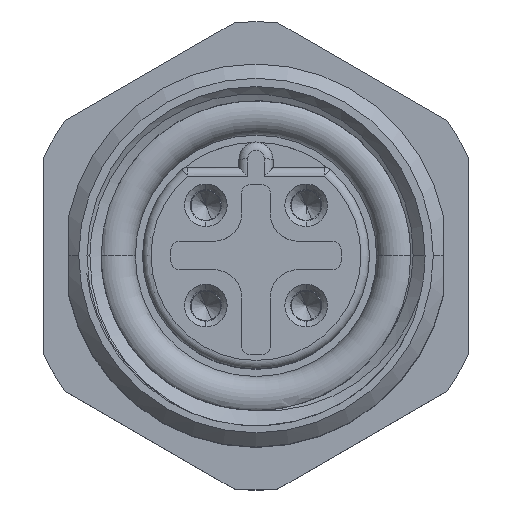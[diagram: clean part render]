
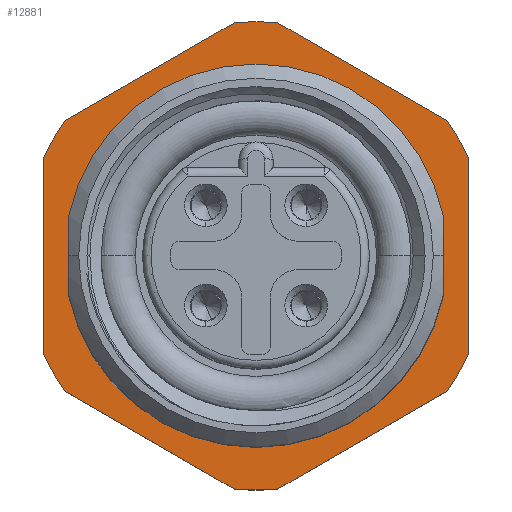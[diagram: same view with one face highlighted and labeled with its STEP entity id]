
A CAD part, top view. The second image highlights one B-rep face of the part: STEP entity #12881.
In plain terms, the highlighted planar face has unit normal (0, 0, 1).
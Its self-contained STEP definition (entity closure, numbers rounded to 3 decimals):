
#177 = CIRCLE ( 'NONE', #640, 8.25 ) ;
#640 = AXIS2_PLACEMENT_3D ( 'NONE', #13178, #4176, #6567 ) ;
#711 = LINE ( 'NONE', #7775, #4923 ) ;
#812 = CIRCLE ( 'NONE', #14377, 8.25 ) ;
#875 = AXIS2_PLACEMENT_3D ( 'NONE', #3239, #9905, #13117 ) ;
#876 = CARTESIAN_POINT ( 'NONE',  ( -7.5, 3.437, -9.9 ) ) ;
#1177 = VERTEX_POINT ( 'NONE', #8213 ) ;
#1233 = CIRCLE ( 'NONE', #5993, 8.25 ) ;
#1286 = VERTEX_POINT ( 'NONE', #2315 ) ;
#1322 = CIRCLE ( 'NONE', #6806, 6.75 ) ;
#1659 = EDGE_CURVE ( 'NONE', #14687, #7034, #10806, .T. ) ;
#1665 = VERTEX_POINT ( 'NONE', #10878 ) ;
#1692 = CIRCLE ( 'NONE', #5732, 8.25 ) ;
#2254 = VERTEX_POINT ( 'NONE', #7757 ) ;
#2285 = DIRECTION ( 'NONE',  ( -0.866, -0.5, 0. ) ) ;
#2309 = EDGE_LOOP ( 'NONE', ( #2454, #3640, #2665, #11894 ) ) ;
#2315 = CARTESIAN_POINT ( 'NONE',  ( 6.6, -1.415, -9.9 ) ) ;
#2454 = ORIENTED_EDGE ( 'NONE', *, *, #6423, .T. ) ;
#2484 = ORIENTED_EDGE ( 'NONE', *, *, #6551, .F. ) ;
#2502 = DIRECTION ( 'NONE',  ( 0., 0., 1. ) ) ;
#2553 = DIRECTION ( 'NONE',  ( 0., 1., 0. ) ) ;
#2665 = ORIENTED_EDGE ( 'NONE', *, *, #5153, .T. ) ;
#2719 = ORIENTED_EDGE ( 'NONE', *, *, #8093, .F. ) ;
#2758 = ORIENTED_EDGE ( 'NONE', *, *, #10987, .T. ) ;
#2815 = ORIENTED_EDGE ( 'NONE', *, *, #6107, .F. ) ;
#2855 = DIRECTION ( 'NONE',  ( 0., -1., 0. ) ) ;
#2870 = VERTEX_POINT ( 'NONE', #4862 ) ;
#2920 = VERTEX_POINT ( 'NONE', #10761 ) ;
#2929 = FACE_BOUND ( 'NONE', #2309, .T. ) ;
#2981 = DIRECTION ( 'NONE',  ( 1., 0., 0. ) ) ;
#3010 = FACE_OUTER_BOUND ( 'NONE', #4292, .T. ) ;
#3239 = CARTESIAN_POINT ( 'NONE',  ( 0., 8.25, -9.9 ) ) ;
#3342 = DIRECTION ( 'NONE',  ( 0., 0., 1. ) ) ;
#3415 = DIRECTION ( 'NONE',  ( 1., 0., 0. ) ) ;
#3640 = ORIENTED_EDGE ( 'NONE', *, *, #7341, .F. ) ;
#3920 = VERTEX_POINT ( 'NONE', #4987 ) ;
#3996 = VERTEX_POINT ( 'NONE', #6264 ) ;
#4008 = VERTEX_POINT ( 'NONE', #11158 ) ;
#4176 = DIRECTION ( 'NONE',  ( 0., 0., 1. ) ) ;
#4177 = VERTEX_POINT ( 'NONE', #13622 ) ;
#4202 = ORIENTED_EDGE ( 'NONE', *, *, #4708, .T. ) ;
#4292 = EDGE_LOOP ( 'NONE', ( #12726, #2815, #6706, #12778, #4202, #6748, #2758, #2719, #14140, #2484, #7481, #9849 ) ) ;
#4311 = VECTOR ( 'NONE', #2553, 1000. ) ;
#4437 = DIRECTION ( 'NONE',  ( 0.866, 0.5, 0. ) ) ;
#4641 = LINE ( 'NONE', #8056, #7892 ) ;
#4694 = CARTESIAN_POINT ( 'NONE',  ( -6.726, -4.777, -9.9 ) ) ;
#4708 = EDGE_CURVE ( 'NONE', #4177, #7034, #14398, .T. ) ;
#4724 = DIRECTION ( 'NONE',  ( 1., 0., 0. ) ) ;
#4731 = CARTESIAN_POINT ( 'NONE',  ( 0., 0., -9.9 ) ) ;
#4862 = CARTESIAN_POINT ( 'NONE',  ( 7.5, -3.437, -9.9 ) ) ;
#4923 = VECTOR ( 'NONE', #9997, 1000. ) ;
#4987 = CARTESIAN_POINT ( 'NONE',  ( -6.726, 4.777, -9.9 ) ) ;
#5153 = EDGE_CURVE ( 'NONE', #11899, #1286, #10869, .T. ) ;
#5265 = VECTOR ( 'NONE', #7607, 1000. ) ;
#5732 = AXIS2_PLACEMENT_3D ( 'NONE', #13257, #14624, #12128 ) ;
#5741 = AXIS2_PLACEMENT_3D ( 'NONE', #11636, #2502, #4724 ) ;
#5993 = AXIS2_PLACEMENT_3D ( 'NONE', #11168, #13416, #12214 ) ;
#6107 = EDGE_CURVE ( 'NONE', #3920, #1665, #12468, .T. ) ;
#6110 = AXIS2_PLACEMENT_3D ( 'NONE', #14411, #8723, #6204 ) ;
#6204 = DIRECTION ( 'NONE',  ( 1., 0., 0. ) ) ;
#6238 = VECTOR ( 'NONE', #4437, 1000. ) ;
#6264 = CARTESIAN_POINT ( 'NONE',  ( 0.774, -8.214, -9.9 ) ) ;
#6423 = EDGE_CURVE ( 'NONE', #2920, #14084, #9161, .T. ) ;
#6551 = EDGE_CURVE ( 'NONE', #4008, #2870, #7324, .T. ) ;
#6567 = DIRECTION ( 'NONE',  ( 1., 0., 0. ) ) ;
#6706 = ORIENTED_EDGE ( 'NONE', *, *, #6993, .T. ) ;
#6748 = ORIENTED_EDGE ( 'NONE', *, *, #1659, .F. ) ;
#6755 = LINE ( 'NONE', #11288, #8712 ) ;
#6806 = AXIS2_PLACEMENT_3D ( 'NONE', #4731, #9259, #13822 ) ;
#6993 = EDGE_CURVE ( 'NONE', #3920, #8970, #1692, .T. ) ;
#7034 = VERTEX_POINT ( 'NONE', #4694 ) ;
#7324 = LINE ( 'NONE', #8501, #11236 ) ;
#7341 = EDGE_CURVE ( 'NONE', #11899, #14084, #9513, .T. ) ;
#7481 = ORIENTED_EDGE ( 'NONE', *, *, #13262, .T. ) ;
#7561 = CARTESIAN_POINT ( 'NONE',  ( 6.726, 4.777, -9.9 ) ) ;
#7607 = DIRECTION ( 'NONE',  ( -0.866, 0.5, 0. ) ) ;
#7757 = CARTESIAN_POINT ( 'NONE',  ( 6.726, -4.777, -9.9 ) ) ;
#7775 = CARTESIAN_POINT ( 'NONE',  ( 0.178, 8.558, -9.9 ) ) ;
#7892 = VECTOR ( 'NONE', #2285, 1000. ) ;
#8056 = CARTESIAN_POINT ( 'NONE',  ( 7.322, -4.433, -9.9 ) ) ;
#8093 = EDGE_CURVE ( 'NONE', #2254, #3996, #4641, .T. ) ;
#8213 = CARTESIAN_POINT ( 'NONE',  ( 0.774, 8.214, -9.9 ) ) ;
#8440 = EDGE_CURVE ( 'NONE', #2254, #2870, #1233, .T. ) ;
#8463 = VECTOR ( 'NONE', #8560, 1000. ) ;
#8501 = CARTESIAN_POINT ( 'NONE',  ( 7.5, 8.25, -9.9 ) ) ;
#8560 = DIRECTION ( 'NONE',  ( 0., -1., 0. ) ) ;
#8671 = CIRCLE ( 'NONE', #6110, 8.25 ) ;
#8712 = VECTOR ( 'NONE', #12479, 1000. ) ;
#8723 = DIRECTION ( 'NONE',  ( 0., 0., 1. ) ) ;
#8970 = VERTEX_POINT ( 'NONE', #876 ) ;
#9161 = LINE ( 'NONE', #11470, #4311 ) ;
#9259 = DIRECTION ( 'NONE',  ( 0., 0., 1. ) ) ;
#9512 = CARTESIAN_POINT ( 'NONE',  ( -6.6, 1.415, -9.9 ) ) ;
#9513 = CIRCLE ( 'NONE', #5741, 6.75 ) ;
#9607 = AXIS2_PLACEMENT_3D ( 'NONE', #13603, #3342, #3415 ) ;
#9849 = ORIENTED_EDGE ( 'NONE', *, *, #13817, .F. ) ;
#9905 = DIRECTION ( 'NONE',  ( 0., 0., -1. ) ) ;
#9997 = DIRECTION ( 'NONE',  ( 0.866, -0.5, 0. ) ) ;
#10026 = CARTESIAN_POINT ( 'NONE',  ( 0., 0., -9.9 ) ) ;
#10370 = CARTESIAN_POINT ( 'NONE',  ( 6.6, 1.415, -9.9 ) ) ;
#10761 = CARTESIAN_POINT ( 'NONE',  ( -6.6, -1.415, -9.9 ) ) ;
#10806 = LINE ( 'NONE', #12009, #5265 ) ;
#10869 = LINE ( 'NONE', #14413, #8463 ) ;
#10878 = CARTESIAN_POINT ( 'NONE',  ( -0.774, 8.214, -9.9 ) ) ;
#10987 = EDGE_CURVE ( 'NONE', #14687, #3996, #812, .T. ) ;
#11082 = DIRECTION ( 'NONE',  ( 0., 0., 1. ) ) ;
#11158 = CARTESIAN_POINT ( 'NONE',  ( 7.5, 3.437, -9.9 ) ) ;
#11168 = CARTESIAN_POINT ( 'NONE',  ( 0., 0., -9.9 ) ) ;
#11236 = VECTOR ( 'NONE', #2855, 1000. ) ;
#11288 = CARTESIAN_POINT ( 'NONE',  ( -7.5, 8.25, -9.9 ) ) ;
#11470 = CARTESIAN_POINT ( 'NONE',  ( -6.6, 11.767, -9.9 ) ) ;
#11636 = CARTESIAN_POINT ( 'NONE',  ( 0., 0., -9.9 ) ) ;
#11894 = ORIENTED_EDGE ( 'NONE', *, *, #12044, .F. ) ;
#11899 = VERTEX_POINT ( 'NONE', #10370 ) ;
#12009 = CARTESIAN_POINT ( 'NONE',  ( -7.322, -4.433, -9.9 ) ) ;
#12044 = EDGE_CURVE ( 'NONE', #2920, #1286, #1322, .T. ) ;
#12128 = DIRECTION ( 'NONE',  ( 1., 0., 0. ) ) ;
#12214 = DIRECTION ( 'NONE',  ( 1., 0., 0. ) ) ;
#12468 = LINE ( 'NONE', #12608, #6238 ) ;
#12479 = DIRECTION ( 'NONE',  ( 0., 1., 0. ) ) ;
#12608 = CARTESIAN_POINT ( 'NONE',  ( -0.178, 8.558, -9.9 ) ) ;
#12726 = ORIENTED_EDGE ( 'NONE', *, *, #14757, .T. ) ;
#12778 = ORIENTED_EDGE ( 'NONE', *, *, #14752, .F. ) ;
#12881 = ADVANCED_FACE ( 'NONE', ( #2929, #3010 ), #13271, .F. ) ;
#13117 = DIRECTION ( 'NONE',  ( -1., 0., 0. ) ) ;
#13178 = CARTESIAN_POINT ( 'NONE',  ( 0., 0., -9.9 ) ) ;
#13257 = CARTESIAN_POINT ( 'NONE',  ( 0., 0., -9.9 ) ) ;
#13262 = EDGE_CURVE ( 'NONE', #4008, #14548, #177, .T. ) ;
#13271 = PLANE ( 'NONE',  #875 ) ;
#13416 = DIRECTION ( 'NONE',  ( 0., 0., 1. ) ) ;
#13603 = CARTESIAN_POINT ( 'NONE',  ( 0., 0., -9.9 ) ) ;
#13622 = CARTESIAN_POINT ( 'NONE',  ( -7.5, -3.437, -9.9 ) ) ;
#13817 = EDGE_CURVE ( 'NONE', #1177, #14548, #711, .T. ) ;
#13822 = DIRECTION ( 'NONE',  ( 1., 0., 0. ) ) ;
#14084 = VERTEX_POINT ( 'NONE', #9512 ) ;
#14140 = ORIENTED_EDGE ( 'NONE', *, *, #8440, .T. ) ;
#14377 = AXIS2_PLACEMENT_3D ( 'NONE', #10026, #11082, #2981 ) ;
#14398 = CIRCLE ( 'NONE', #9607, 8.25 ) ;
#14411 = CARTESIAN_POINT ( 'NONE',  ( 0., 0., -9.9 ) ) ;
#14413 = CARTESIAN_POINT ( 'NONE',  ( 6.6, 11.767, -9.9 ) ) ;
#14548 = VERTEX_POINT ( 'NONE', #7561 ) ;
#14624 = DIRECTION ( 'NONE',  ( 0., 0., 1. ) ) ;
#14687 = VERTEX_POINT ( 'NONE', #14745 ) ;
#14745 = CARTESIAN_POINT ( 'NONE',  ( -0.774, -8.214, -9.9 ) ) ;
#14752 = EDGE_CURVE ( 'NONE', #4177, #8970, #6755, .T. ) ;
#14757 = EDGE_CURVE ( 'NONE', #1177, #1665, #8671, .T. ) ;
